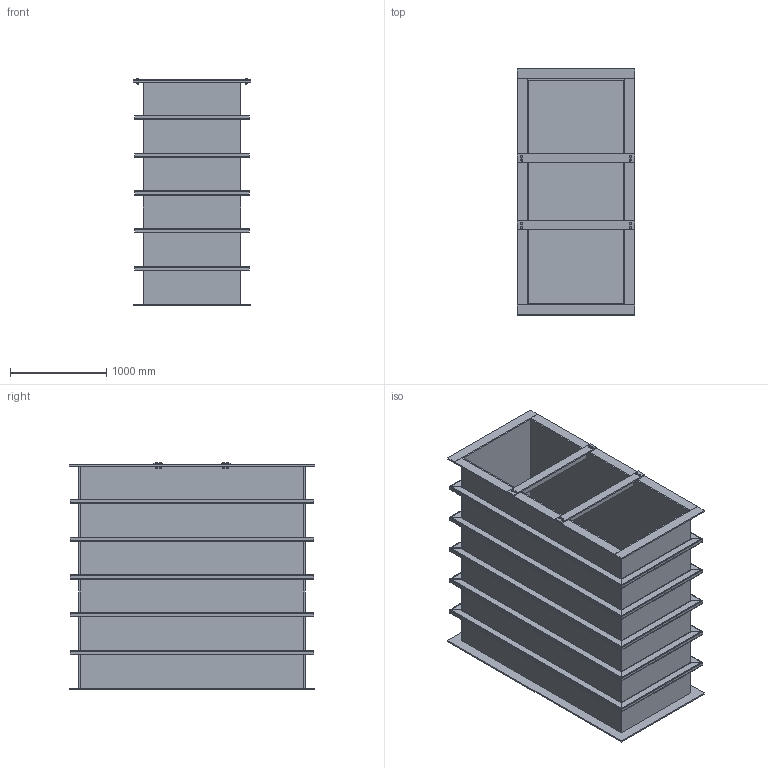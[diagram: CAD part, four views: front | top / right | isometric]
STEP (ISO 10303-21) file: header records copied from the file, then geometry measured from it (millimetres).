
FILE_DESCRIPTION(('FreeCAD Model'),'2;1');
FILE_NAME('Open CASCADE Shape Model','2025-05-01T08:29:18',('FreeCAD'),( 'FreeCAD'),'Open CASCADE STEP processor 7.6','FreeCAD','Unknown');
FILE_SCHEMA(('AUTOMOTIVE_DESIGN { 1 0 10303 214 1 1 1 1 }'));
Length unit declared in the file: millimetre
Products named in the file (1): Open CASCADE STEP translator 7.6 1
Bounding box: 1219.98 x 2556.15 x 2361.19 mm (x, y, z)
Volume: 307255218.3 mm3; surface area: 57597315.4 mm2
Topology: 55 solids, 55 shells, 860 faces, 2020 edges, 1280 vertices
Faces by surface type: bspline 860
Entity records: 23770 total; most frequent: CARTESIAN_POINT 11953, ORIENTED_EDGE 4040, EDGE_CURVE 2020, VERTEX_POINT 1280, B_SPLINE_CURVE_WITH_KNOTS 1068, FACE_BOUND 974, EDGE_LOOP 974, ADVANCED_FACE 860
